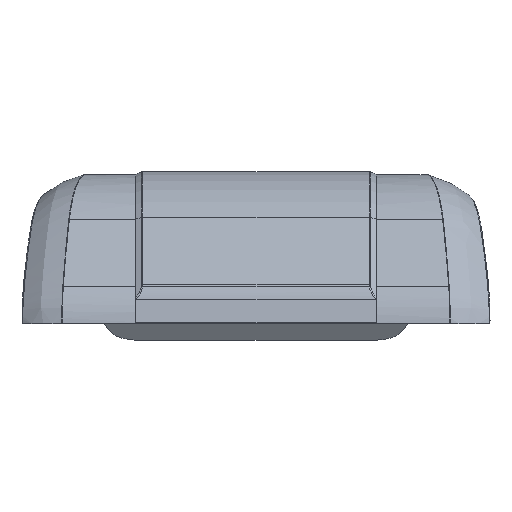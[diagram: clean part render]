
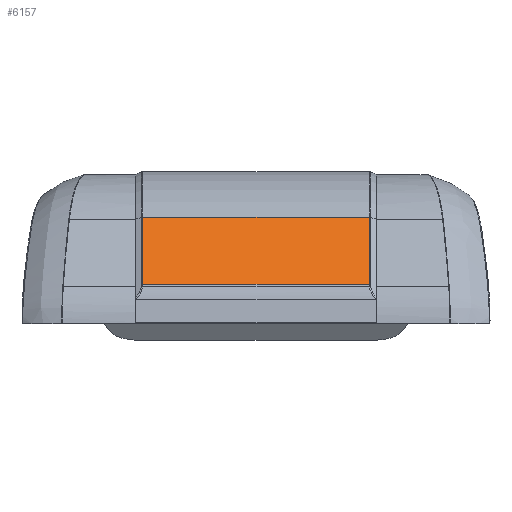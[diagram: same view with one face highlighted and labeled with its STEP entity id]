
A CAD part, top view. The second image highlights one B-rep face of the part: STEP entity #6157.
In plain terms, the highlighted planar face has unit normal (0, 0.643, 0.766).
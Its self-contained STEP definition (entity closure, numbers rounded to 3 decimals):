
#3312 = CARTESIAN_POINT ( 'NONE',  ( 17.389, 21.749, 82.239 ) ) ;
#3318 = DIRECTION ( 'NONE',  ( 0., -0.766, 0.643 ) ) ;
#4077 = CARTESIAN_POINT ( 'NONE',  ( -17.389, 32.063, 73.585 ) ) ;
#4148 = CARTESIAN_POINT ( 'NONE',  ( -17.389, 21.749, 82.239 ) ) ;
#4181 = CARTESIAN_POINT ( 'NONE',  ( 17.389, 21.749, 82.239 ) ) ;
#4240 = CARTESIAN_POINT ( 'NONE',  ( 17.389, 32.063, 73.585 ) ) ;
#5439 = DIRECTION ( 'NONE',  ( -1., 0., 0. ) ) ;
#5442 = CARTESIAN_POINT ( 'NONE',  ( 20., 21.749, 82.239 ) ) ;
#5611 = CARTESIAN_POINT ( 'NONE',  ( -17.389, 21.749, 82.239 ) ) ;
#5614 = DIRECTION ( 'NONE',  ( 0., 0.766, -0.643 ) ) ;
#5739 = DIRECTION ( 'NONE',  ( -1., 0., 0. ) ) ;
#5746 = CARTESIAN_POINT ( 'NONE',  ( -20., 32.063, 73.585 ) ) ;
#5885 = AXIS2_PLACEMENT_3D ( 'NONE', #10483, #10487, #10488 ) ;
#6157 = ADVANCED_FACE ( 'NONE', ( #9466 ), #10485, .T. ) ;
#6889 = EDGE_CURVE ( 'NONE', #11279, #11227, #9607, .T. ) ;
#9466 = FACE_OUTER_BOUND ( 'NONE', #10979, .T. ) ;
#9607 = LINE ( 'NONE', #3312, #9610 ) ;
#9610 = VECTOR ( 'NONE', #3318, 1000. ) ;
#9736 = LINE ( 'NONE', #5442, #9741 ) ;
#9741 = VECTOR ( 'NONE', #5439, 1000. ) ;
#9772 = LINE ( 'NONE', #5611, #9773 ) ;
#9773 = VECTOR ( 'NONE', #5614, 1000. ) ;
#9787 = LINE ( 'NONE', #5746, #9789 ) ;
#9789 = VECTOR ( 'NONE', #5739, 1000. ) ;
#10483 = CARTESIAN_POINT ( 'NONE',  ( -20., 21.749, 82.239 ) ) ;
#10485 = PLANE ( 'NONE',  #5885 ) ;
#10487 = DIRECTION ( 'NONE',  ( 0., 0.643, 0.766 ) ) ;
#10488 = DIRECTION ( 'NONE',  ( 0., -0.766, 0.643 ) ) ;
#10681 = EDGE_CURVE ( 'NONE', #11227, #11194, #9736, .T. ) ;
#10715 = EDGE_CURVE ( 'NONE', #11194, #11189, #9772, .T. ) ;
#10739 = EDGE_CURVE ( 'NONE', #11279, #11189, #9787, .T. ) ;
#10979 = EDGE_LOOP ( 'NONE', ( #11595, #11597, #11599, #11654 ) ) ;
#11189 = VERTEX_POINT ( 'NONE', #4077 ) ;
#11194 = VERTEX_POINT ( 'NONE', #4148 ) ;
#11227 = VERTEX_POINT ( 'NONE', #4181 ) ;
#11279 = VERTEX_POINT ( 'NONE', #4240 ) ;
#11595 = ORIENTED_EDGE ( 'NONE', *, *, #6889, .F. ) ;
#11597 = ORIENTED_EDGE ( 'NONE', *, *, #10739, .T. ) ;
#11599 = ORIENTED_EDGE ( 'NONE', *, *, #10715, .F. ) ;
#11654 = ORIENTED_EDGE ( 'NONE', *, *, #10681, .F. ) ;
